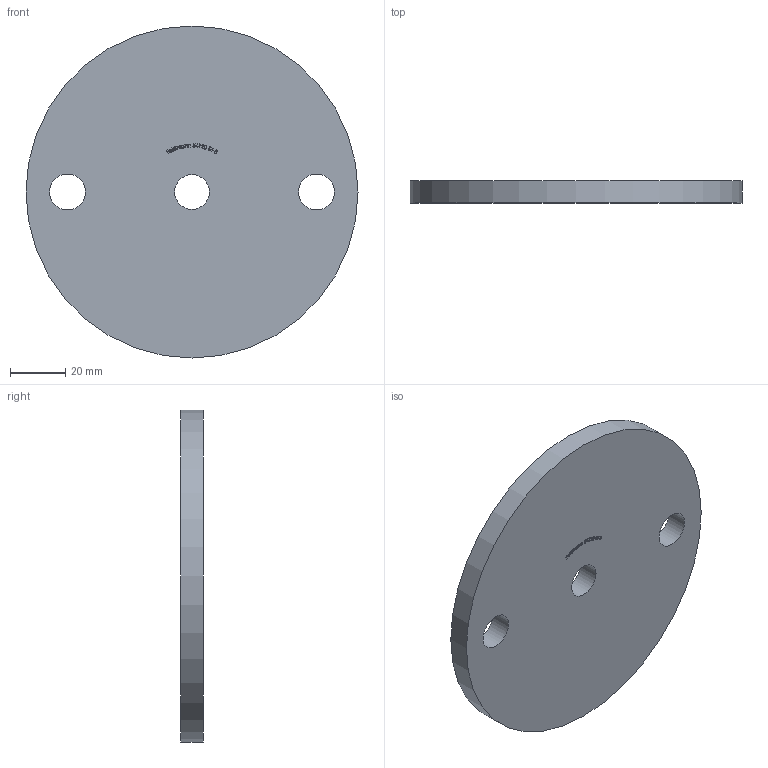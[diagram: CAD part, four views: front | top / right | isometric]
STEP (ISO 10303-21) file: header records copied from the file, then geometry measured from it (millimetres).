
FILE_DESCRIPTION (( 'STEP AP203' ), '1' );
FILE_NAME ('54120-ST-8.STEP', '2024-11-19T12:19:40', ( '' ), ( '' ), 'SwSTEP 2.0', 'SolidWorks 2018', '' );
FILE_SCHEMA (( 'CONFIG_CONTROL_DESIGN' ));
Length unit declared in the file: millimetre
Products named in the file (1): 54120-ST-8
Bounding box: 120 x 8 x 120 mm (x, y, z)
Volume: 87371.8 mm3; surface area: 25836.1 mm2
Topology: 1 solids, 1 shells, 237 faces, 630 edges, 420 vertices
Faces by surface type: plane 130, bspline 103, cylinder 4
Full cylindrical faces by diameter (mm): 12.5 x1, 13 x2, 120 x1
Entity records: 12767 total; most frequent: CARTESIAN_POINT 7491, ORIENTED_EDGE 1252, DIRECTION 698, EDGE_CURVE 626, VERTEX_POINT 420, VECTOR 412, LINE 412, EDGE_LOOP 272
